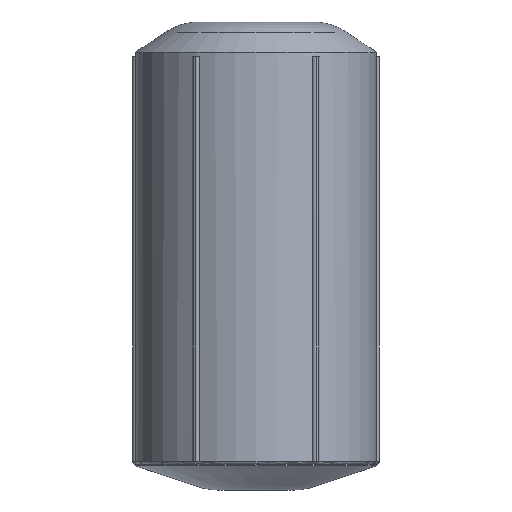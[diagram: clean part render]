
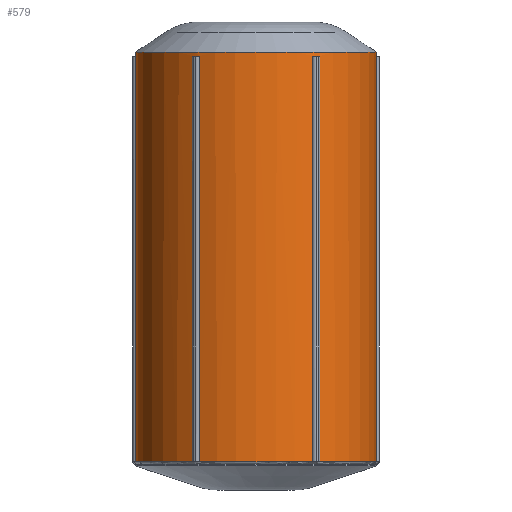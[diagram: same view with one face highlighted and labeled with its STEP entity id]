
A CAD part, front view. The second image highlights one B-rep face of the part: STEP entity #579.
In plain terms, the highlighted cylindrical face has radius 20 mm (diameter 40 mm), a partial arc.
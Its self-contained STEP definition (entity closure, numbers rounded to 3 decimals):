
#2 = CARTESIAN_POINT ( 'NONE',  ( 0., 0., 73.126 ) ) ;
#4 = AXIS2_PLACEMENT_3D ( 'NONE', #732, #1932, #899 ) ;
#84 = LINE ( 'NONE', #2132, #1339 ) ;
#115 = LINE ( 'NONE', #636, #1743 ) ;
#128 = VERTEX_POINT ( 'NONE', #441 ) ;
#170 = ORIENTED_EDGE ( 'NONE', *, *, #1328, .F. ) ;
#173 = EDGE_CURVE ( 'NONE', #837, #738, #960, .T. ) ;
#190 = CARTESIAN_POINT ( 'NONE',  ( -20., 0., 73.126 ) ) ;
#195 = ORIENTED_EDGE ( 'NONE', *, *, #1250, .T. ) ;
#226 = CARTESIAN_POINT ( 'NONE',  ( -20., 0., 73.84 ) ) ;
#241 = CARTESIAN_POINT ( 'NONE',  ( 0., 0., 73.126 ) ) ;
#247 = DIRECTION ( 'NONE',  ( 0., 0., 1. ) ) ;
#251 = DIRECTION ( 'NONE',  ( 1., 0., 0. ) ) ;
#259 = AXIS2_PLACEMENT_3D ( 'NONE', #986, #2011, #490 ) ;
#271 = CARTESIAN_POINT ( 'NONE',  ( 0., 0., 73.84 ) ) ;
#296 = DIRECTION ( 'NONE',  ( 0., 0., -1. ) ) ;
#314 = ORIENTED_EDGE ( 'NONE', *, *, #1324, .F. ) ;
#326 = CIRCLE ( 'NONE', #1604, 20. ) ;
#363 = VECTOR ( 'NONE', #1343, 1000. ) ;
#377 = VERTEX_POINT ( 'NONE', #2073 ) ;
#410 = ORIENTED_EDGE ( 'NONE', *, *, #973, .F. ) ;
#428 = DIRECTION ( 'NONE',  ( 0., 0., -1. ) ) ;
#432 = VECTOR ( 'NONE', #2200, 1000. ) ;
#436 = DIRECTION ( 'NONE',  ( 0., 0., -1. ) ) ;
#441 = CARTESIAN_POINT ( 'NONE',  ( -10.561, -16.984, 73.126 ) ) ;
#444 = AXIS2_PLACEMENT_3D ( 'NONE', #572, #1648, #941 ) ;
#480 = CIRCLE ( 'NONE', #444, 20. ) ;
#490 = DIRECTION ( 'NONE',  ( -1., 0., 0. ) ) ;
#516 = EDGE_CURVE ( 'NONE', #965, #837, #480, .T. ) ;
#540 = DIRECTION ( 'NONE',  ( 1., 0., 0. ) ) ;
#554 = CARTESIAN_POINT ( 'NONE',  ( 19.989, -0.654, 5.716 ) ) ;
#560 = CARTESIAN_POINT ( 'NONE',  ( -19.989, -0.654, 5.716 ) ) ;
#572 = CARTESIAN_POINT ( 'NONE',  ( 0., 0., 73.126 ) ) ;
#579 = ADVANCED_FACE ( 'NONE', ( #1360 ), #643, .T. ) ;
#611 = DIRECTION ( 'NONE',  ( 0., 0., -1. ) ) ;
#636 = CARTESIAN_POINT ( 'NONE',  ( 20., 0., 95. ) ) ;
#641 = VERTEX_POINT ( 'NONE', #1702 ) ;
#643 = CYLINDRICAL_SURFACE ( 'NONE', #259, 20. ) ;
#674 = VERTEX_POINT ( 'NONE', #1514 ) ;
#687 = ORIENTED_EDGE ( 'NONE', *, *, #1405, .F. ) ;
#708 = CIRCLE ( 'NONE', #956, 20. ) ;
#724 = AXIS2_PLACEMENT_3D ( 'NONE', #271, #805, #975 ) ;
#731 = EDGE_CURVE ( 'NONE', #2153, #2025, #733, .T. ) ;
#732 = CARTESIAN_POINT ( 'NONE',  ( 0., 0., 5.716 ) ) ;
#733 = LINE ( 'NONE', #2107, #848 ) ;
#738 = VERTEX_POINT ( 'NONE', #554 ) ;
#743 = AXIS2_PLACEMENT_3D ( 'NONE', #1122, #436, #1618 ) ;
#751 = ORIENTED_EDGE ( 'NONE', *, *, #1949, .F. ) ;
#765 = DIRECTION ( 'NONE',  ( 0., 0., -1. ) ) ;
#799 = EDGE_CURVE ( 'NONE', #1862, #674, #1854, .T. ) ;
#805 = DIRECTION ( 'NONE',  ( 0., 0., 1. ) ) ;
#837 = VERTEX_POINT ( 'NONE', #1433 ) ;
#844 = DIRECTION ( 'NONE',  ( 0., 0., -1. ) ) ;
#848 = VECTOR ( 'NONE', #1232, 1000. ) ;
#858 = ORIENTED_EDGE ( 'NONE', *, *, #1080, .F. ) ;
#862 = ORIENTED_EDGE ( 'NONE', *, *, #731, .F. ) ;
#865 = CIRCLE ( 'NONE', #1627, 20. ) ;
#871 = VERTEX_POINT ( 'NONE', #1968 ) ;
#879 = DIRECTION ( 'NONE',  ( 0.5, 0.866, 0. ) ) ;
#897 = CARTESIAN_POINT ( 'NONE',  ( 10.561, -16.984, 5.716 ) ) ;
#899 = DIRECTION ( 'NONE',  ( 1., 0., 0. ) ) ;
#933 = ORIENTED_EDGE ( 'NONE', *, *, #516, .F. ) ;
#941 = DIRECTION ( 'NONE',  ( 1., 0., 0. ) ) ;
#956 = AXIS2_PLACEMENT_3D ( 'NONE', #241, #765, #2170 ) ;
#960 = LINE ( 'NONE', #1835, #1780 ) ;
#963 = CARTESIAN_POINT ( 'NONE',  ( 10.561, -16.984, 73.126 ) ) ;
#965 = VERTEX_POINT ( 'NONE', #1795 ) ;
#973 = EDGE_CURVE ( 'NONE', #377, #1466, #708, .T. ) ;
#975 = DIRECTION ( 'NONE',  ( -1., 0., 0. ) ) ;
#985 = CIRCLE ( 'NONE', #4, 20. ) ;
#986 = CARTESIAN_POINT ( 'NONE',  ( 0., 0., 95. ) ) ;
#992 = LINE ( 'NONE', #1667, #432 ) ;
#1000 = DIRECTION ( 'NONE',  ( 0., 0., -1. ) ) ;
#1016 = ORIENTED_EDGE ( 'NONE', *, *, #1950, .F. ) ;
#1080 = EDGE_CURVE ( 'NONE', #738, #2153, #326, .T. ) ;
#1122 = CARTESIAN_POINT ( 'NONE',  ( 0., 0., 5.716 ) ) ;
#1232 = DIRECTION ( 'NONE',  ( 0., 0., 1. ) ) ;
#1241 = VECTOR ( 'NONE', #611, 1000. ) ;
#1250 = EDGE_CURVE ( 'NONE', #1649, #1466, #1992, .T. ) ;
#1255 = EDGE_CURVE ( 'NONE', #641, #965, #115, .T. ) ;
#1291 = CARTESIAN_POINT ( 'NONE',  ( -9.428, -17.638, 73.126 ) ) ;
#1306 = ORIENTED_EDGE ( 'NONE', *, *, #1255, .F. ) ;
#1324 = EDGE_CURVE ( 'NONE', #1782, #377, #992, .T. ) ;
#1328 = EDGE_CURVE ( 'NONE', #1940, #1862, #1844, .T. ) ;
#1339 = VECTOR ( 'NONE', #247, 1000. ) ;
#1343 = DIRECTION ( 'NONE',  ( 0., 0., -1. ) ) ;
#1359 = CARTESIAN_POINT ( 'NONE',  ( 9.428, -17.638, 73.126 ) ) ;
#1360 = FACE_OUTER_BOUND ( 'NONE', #1997, .T. ) ;
#1405 = EDGE_CURVE ( 'NONE', #2025, #1940, #1811, .T. ) ;
#1433 = CARTESIAN_POINT ( 'NONE',  ( 19.989, -0.654, 73.126 ) ) ;
#1466 = VERTEX_POINT ( 'NONE', #190 ) ;
#1478 = CARTESIAN_POINT ( 'NONE',  ( 0., 0., 5.716 ) ) ;
#1497 = AXIS2_PLACEMENT_3D ( 'NONE', #2, #844, #879 ) ;
#1514 = CARTESIAN_POINT ( 'NONE',  ( -9.428, -17.638, 5.716 ) ) ;
#1517 = CARTESIAN_POINT ( 'NONE',  ( 9.428, -17.638, 95. ) ) ;
#1548 = ORIENTED_EDGE ( 'NONE', *, *, #799, .F. ) ;
#1565 = EDGE_CURVE ( 'NONE', #871, #1782, #985, .T. ) ;
#1604 = AXIS2_PLACEMENT_3D ( 'NONE', #1478, #1823, #251 ) ;
#1618 = DIRECTION ( 'NONE',  ( 1., 0., 0. ) ) ;
#1627 = AXIS2_PLACEMENT_3D ( 'NONE', #2101, #1746, #540 ) ;
#1648 = DIRECTION ( 'NONE',  ( 0., 0., -1. ) ) ;
#1649 = VERTEX_POINT ( 'NONE', #226 ) ;
#1667 = CARTESIAN_POINT ( 'NONE',  ( -19.989, -0.654, 95. ) ) ;
#1688 = CARTESIAN_POINT ( 'NONE',  ( -20., 0., 95. ) ) ;
#1691 = CARTESIAN_POINT ( 'NONE',  ( -10.561, -16.984, 95. ) ) ;
#1702 = CARTESIAN_POINT ( 'NONE',  ( 20., 0., 73.84 ) ) ;
#1709 = ORIENTED_EDGE ( 'NONE', *, *, #1565, .F. ) ;
#1723 = ORIENTED_EDGE ( 'NONE', *, *, #2190, .F. ) ;
#1743 = VECTOR ( 'NONE', #1000, 1000. ) ;
#1746 = DIRECTION ( 'NONE',  ( 0., 0., -1. ) ) ;
#1751 = EDGE_CURVE ( 'NONE', #674, #1859, #84, .T. ) ;
#1780 = VECTOR ( 'NONE', #428, 1000. ) ;
#1782 = VERTEX_POINT ( 'NONE', #560 ) ;
#1795 = CARTESIAN_POINT ( 'NONE',  ( 20., 0., 73.126 ) ) ;
#1811 = CIRCLE ( 'NONE', #1497, 20. ) ;
#1817 = CARTESIAN_POINT ( 'NONE',  ( 9.428, -17.638, 5.716 ) ) ;
#1823 = DIRECTION ( 'NONE',  ( 0., 0., -1. ) ) ;
#1828 = LINE ( 'NONE', #1691, #2160 ) ;
#1835 = CARTESIAN_POINT ( 'NONE',  ( 19.989, -0.654, 73.126 ) ) ;
#1844 = LINE ( 'NONE', #1517, #1241 ) ;
#1854 = CIRCLE ( 'NONE', #743, 20. ) ;
#1859 = VERTEX_POINT ( 'NONE', #1291 ) ;
#1862 = VERTEX_POINT ( 'NONE', #1817 ) ;
#1932 = DIRECTION ( 'NONE',  ( 0., 0., -1. ) ) ;
#1940 = VERTEX_POINT ( 'NONE', #1359 ) ;
#1949 = EDGE_CURVE ( 'NONE', #128, #871, #1828, .T. ) ;
#1950 = EDGE_CURVE ( 'NONE', #1649, #641, #2201, .T. ) ;
#1968 = CARTESIAN_POINT ( 'NONE',  ( -10.561, -16.984, 5.716 ) ) ;
#1992 = LINE ( 'NONE', #1688, #363 ) ;
#1997 = EDGE_LOOP ( 'NONE', ( #1306, #1016, #195, #410, #314, #1709, #751, #1723, #2124, #1548, #170, #687, #862, #858, #2012, #933 ) ) ;
#2011 = DIRECTION ( 'NONE',  ( 0., 0., -1. ) ) ;
#2012 = ORIENTED_EDGE ( 'NONE', *, *, #173, .F. ) ;
#2025 = VERTEX_POINT ( 'NONE', #963 ) ;
#2073 = CARTESIAN_POINT ( 'NONE',  ( -19.989, -0.654, 73.126 ) ) ;
#2101 = CARTESIAN_POINT ( 'NONE',  ( 0., 0., 73.126 ) ) ;
#2107 = CARTESIAN_POINT ( 'NONE',  ( 10.561, -16.984, 95. ) ) ;
#2124 = ORIENTED_EDGE ( 'NONE', *, *, #1751, .F. ) ;
#2132 = CARTESIAN_POINT ( 'NONE',  ( -9.428, -17.638, 95. ) ) ;
#2153 = VERTEX_POINT ( 'NONE', #897 ) ;
#2160 = VECTOR ( 'NONE', #296, 1000. ) ;
#2170 = DIRECTION ( 'NONE',  ( 0.5, -0.866, 0. ) ) ;
#2190 = EDGE_CURVE ( 'NONE', #1859, #128, #865, .T. ) ;
#2200 = DIRECTION ( 'NONE',  ( 0., 0., 1. ) ) ;
#2201 = CIRCLE ( 'NONE', #724, 20. ) ;
